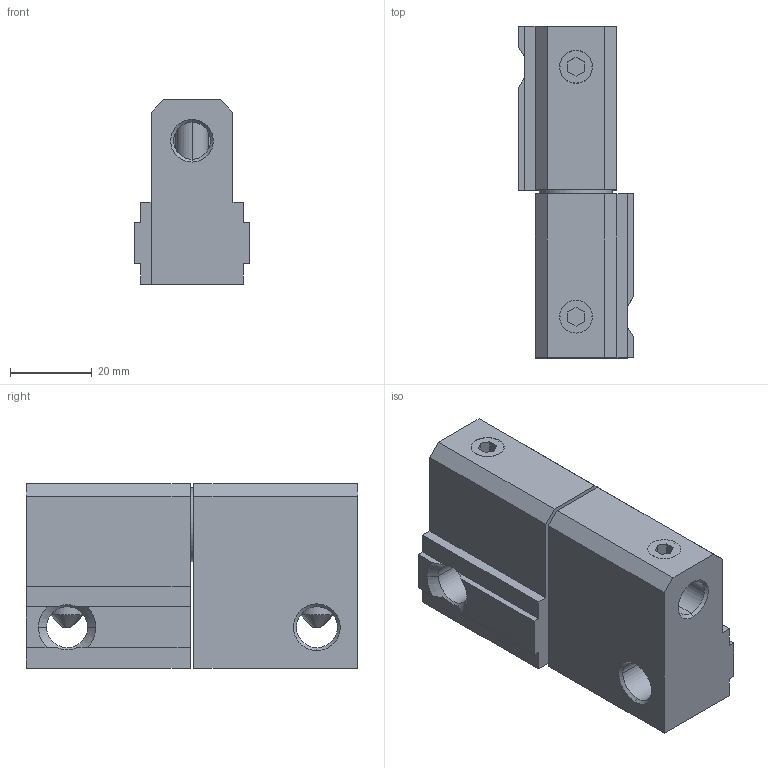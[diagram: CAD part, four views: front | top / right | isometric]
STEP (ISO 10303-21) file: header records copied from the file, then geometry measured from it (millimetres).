
FILE_DESCRIPTION(('Creo Elements/Direct Modeling STEP Export'),'2;1');
FILE_NAME('44.0356.6_Klemmscharnier-MMS-44-55_180°-Rechtsanschlag.stp','2022-03-21T 9:01:07',(''),(''),'PTC Creo Elements/Direct Modeling STEP processor for AP214 (Solid Model)','PTC Creo Elements/Direct Modeling 19.0C 15-Aug-2015 (C) Parametric Technology GmbH','');
FILE_SCHEMA(('AUTOMOTIVE_DESIGN { 1 0 10303 214 1 1 1 1 }'));
Length unit declared in the file: millimetre
Products named in the file (6): Unterteil_Klemmscharnier-180°-Rechtsanschlag_96.6082_PX174769; Oberteil_Klemmscharnier-180°-Rechtsanschlag_96.6081_PX174768; DU-Buchse-Bund_BB1017DU-10x12x17_242354_PX174766; Zylinderstift-DIN6325_10m6x36_242355_PX174770; Gewindestift-DIN914_M8x35-45H_15436_PX174767.1; Klemmscharnier-MMS-44-55_180°-Rechtsanschlag_44.0356.6_PX174788
Assembly tree (6 placements, depth 2):
  Klemmscharnier-MMS-44-55_180°-Rechtsanschlag_44.0356.6_PX174788
    Gewindestift-DIN914_M8x35-45H_15436_PX174767.1  x2
    Zylinderstift-DIN6325_10m6x36_242355_PX174770
    DU-Buchse-Bund_BB1017DU-10x12x17_242354_PX174766
    Oberteil_Klemmscharnier-180°-Rechtsanschlag_96.6081_PX174768
    Unterteil_Klemmscharnier-180°-Rechtsanschlag_96.6082_PX174769
Bounding box: 28 x 80.92 x 45 mm (x, y, z)
Volume: 71412 mm3; surface area: 23176.6 mm2
Topology: 6 solids, 6 shells, 123 faces, 321 edges, 204 vertices
Faces by surface type: plane 61, cylinder 29, cone 27, sphere 4, torus 2
Entity records: 4419 total; most frequent: CARTESIAN_POINT 1470, ORIENTED_EDGE 578, DIRECTION 490, EDGE_CURVE 289, VERTEX_POINT 186, AXIS2_PLACEMENT_3D 168, VECTOR 154, LINE 154
